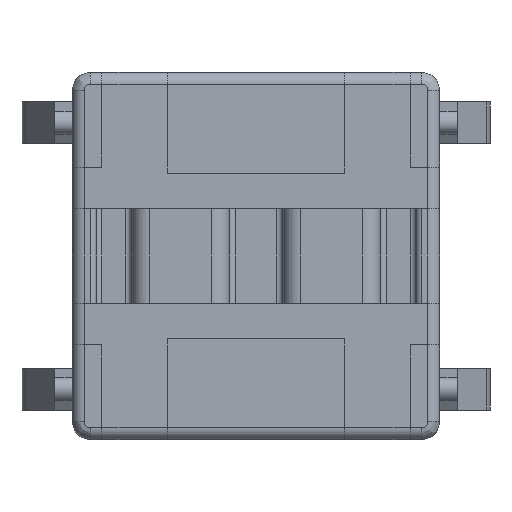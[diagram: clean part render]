
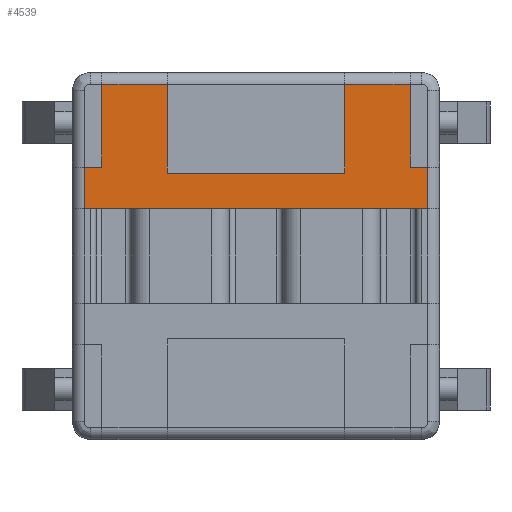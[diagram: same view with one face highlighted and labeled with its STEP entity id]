
A CAD part, front view. The second image highlights one B-rep face of the part: STEP entity #4539.
In plain terms, the highlighted planar face has unit normal (0, -1, 0).
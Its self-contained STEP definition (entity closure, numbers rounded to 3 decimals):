
#141=PLANE('',#5019);
#370=FACE_OUTER_BOUND('',#644,.T.);
#644=EDGE_LOOP('',(#3822,#3823,#3824,#3825,#3826,#3827,#3828,#3829,#3830,
#3831,#3832,#3833));
#975=LINE('',#7432,#1398);
#981=LINE('',#7444,#1404);
#982=LINE('',#7450,#1405);
#988=LINE('',#7474,#1411);
#991=LINE('',#7480,#1414);
#999=LINE('',#7520,#1422);
#1004=LINE('',#7532,#1427);
#1008=LINE('',#7541,#1431);
#1010=LINE('',#7545,#1433);
#1015=LINE('',#7563,#1438);
#1034=LINE('',#7629,#1457);
#1037=LINE('',#7633,#1460);
#1398=VECTOR('',#6045,1000.);
#1404=VECTOR('',#6055,1000.);
#1405=VECTOR('',#6062,1000.);
#1411=VECTOR('',#6086,1000.);
#1414=VECTOR('',#6093,1000.);
#1422=VECTOR('',#6123,1000.);
#1427=VECTOR('',#6134,1000.);
#1431=VECTOR('',#6144,1000.);
#1433=VECTOR('',#6148,1000.);
#1438=VECTOR('',#6163,1000.);
#1457=VECTOR('',#6222,1000.);
#1460=VECTOR('',#6227,1000.);
#2083=VERTEX_POINT('',#7430);
#2084=VERTEX_POINT('',#7431);
#2088=VERTEX_POINT('',#7443);
#2089=VERTEX_POINT('',#7448);
#2090=VERTEX_POINT('',#7449);
#2099=VERTEX_POINT('',#7473);
#2111=VERTEX_POINT('',#7518);
#2112=VERTEX_POINT('',#7519);
#2116=VERTEX_POINT('',#7530);
#2118=VERTEX_POINT('',#7540);
#2119=VERTEX_POINT('',#7544);
#2127=VERTEX_POINT('',#7561);
#2655=EDGE_CURVE('',#2083,#2084,#975,.T.);
#2662=EDGE_CURVE('',#2088,#2083,#981,.T.);
#2664=EDGE_CURVE('',#2089,#2090,#982,.T.);
#2676=EDGE_CURVE('',#2084,#2099,#988,.T.);
#2680=EDGE_CURVE('',#2090,#2088,#991,.T.);
#2695=EDGE_CURVE('',#2111,#2112,#999,.T.);
#2702=EDGE_CURVE('',#2116,#2111,#1004,.T.);
#2706=EDGE_CURVE('',#2089,#2118,#1008,.T.);
#2708=EDGE_CURVE('',#2118,#2119,#1010,.T.);
#2717=EDGE_CURVE('',#2127,#2099,#1015,.T.);
#2752=EDGE_CURVE('',#2112,#2127,#1034,.T.);
#2755=EDGE_CURVE('',#2119,#2116,#1037,.T.);
#3822=ORIENTED_EDGE('',*,*,#2755,.F.);
#3823=ORIENTED_EDGE('',*,*,#2708,.F.);
#3824=ORIENTED_EDGE('',*,*,#2706,.F.);
#3825=ORIENTED_EDGE('',*,*,#2664,.T.);
#3826=ORIENTED_EDGE('',*,*,#2680,.T.);
#3827=ORIENTED_EDGE('',*,*,#2662,.T.);
#3828=ORIENTED_EDGE('',*,*,#2655,.T.);
#3829=ORIENTED_EDGE('',*,*,#2676,.T.);
#3830=ORIENTED_EDGE('',*,*,#2717,.F.);
#3831=ORIENTED_EDGE('',*,*,#2752,.F.);
#3832=ORIENTED_EDGE('',*,*,#2695,.F.);
#3833=ORIENTED_EDGE('',*,*,#2702,.F.);
#4539=ADVANCED_FACE('',(#370),#141,.T.);
#5019=AXIS2_PLACEMENT_3D('',#7635,#6230,#6231);
#6045=DIRECTION('',(-1.,0.,0.));
#6055=DIRECTION('',(0.,0.,-1.));
#6062=DIRECTION('',(0.,0.,1.));
#6086=DIRECTION('',(0.,0.,-1.));
#6093=DIRECTION('',(-1.,0.,0.));
#6123=DIRECTION('',(1.,0.,0.));
#6134=DIRECTION('',(0.,0.,-1.));
#6144=DIRECTION('',(1.,0.,0.));
#6148=DIRECTION('',(0.,0.,1.));
#6163=DIRECTION('',(-1.,0.,0.));
#6222=DIRECTION('',(0.,0.,-1.));
#6227=DIRECTION('',(1.,0.,0.));
#6230=DIRECTION('center_axis',(0.,-1.,0.));
#6231=DIRECTION('ref_axis',(0.,0.,-1.));
#7430=CARTESIAN_POINT('',(-2.6,0.,1.5));
#7431=CARTESIAN_POINT('',(-2.9,0.,1.5));
#7432=CARTESIAN_POINT('',(-3.1,0.,1.5));
#7443=CARTESIAN_POINT('',(-2.6,0.,2.9));
#7444=CARTESIAN_POINT('',(-2.6,0.,1.5));
#7448=CARTESIAN_POINT('',(-1.5,0.,1.4));
#7449=CARTESIAN_POINT('',(-1.5,0.,2.9));
#7450=CARTESIAN_POINT('',(-1.5,0.,3.1));
#7473=CARTESIAN_POINT('',(-2.9,0.,0.8));
#7474=CARTESIAN_POINT('',(-2.9,0.,0.));
#7480=CARTESIAN_POINT('',(-2.8,0.,2.9));
#7518=CARTESIAN_POINT('',(2.6,0.,1.5));
#7519=CARTESIAN_POINT('',(2.9,0.,1.5));
#7520=CARTESIAN_POINT('',(3.1,0.,1.5));
#7530=CARTESIAN_POINT('',(2.6,0.,2.9));
#7532=CARTESIAN_POINT('',(2.6,0.,1.5));
#7540=CARTESIAN_POINT('',(1.5,0.,1.4));
#7541=CARTESIAN_POINT('',(1.5,0.,1.4));
#7544=CARTESIAN_POINT('',(1.5,0.,2.9));
#7545=CARTESIAN_POINT('',(1.5,0.,3.1));
#7561=CARTESIAN_POINT('',(2.9,0.,0.8));
#7563=CARTESIAN_POINT('',(0.,0.,0.8));
#7629=CARTESIAN_POINT('',(2.9,0.,0.));
#7633=CARTESIAN_POINT('',(2.8,0.,2.9));
#7635=CARTESIAN_POINT('Origin',(2.8,0.,2.8));
